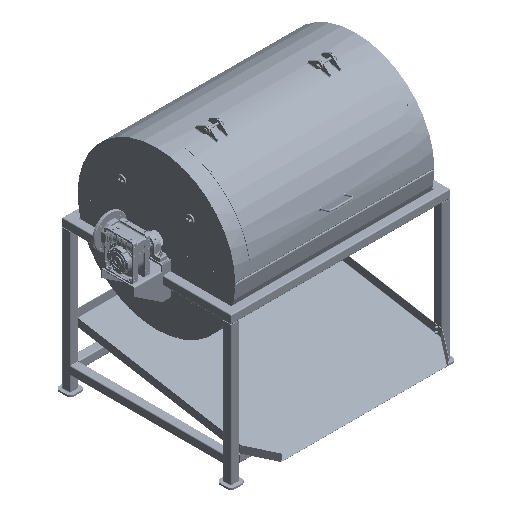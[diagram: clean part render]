
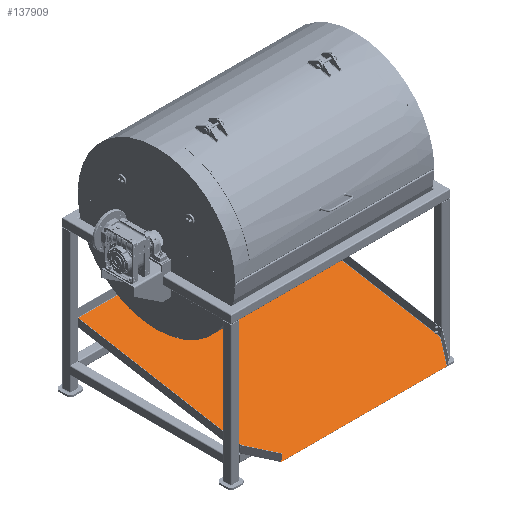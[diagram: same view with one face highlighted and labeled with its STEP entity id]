
A CAD part, isometric view. The second image highlights one B-rep face of the part: STEP entity #137909.
In plain terms, the highlighted planar face has unit normal (0, -0.174, 0.985).
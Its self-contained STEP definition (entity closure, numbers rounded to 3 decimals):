
#137827 = VERTEX_POINT('',#137828);
#137828 = CARTESIAN_POINT('',(497.563,-652.073,
    -774.115));
#137836 = EDGE_CURVE('',#137827,#137837,#137839,.T.);
#137837 = VERTEX_POINT('',#137838);
#137838 = CARTESIAN_POINT('',(-497.563,-652.073,
    -774.115));
#137839 = LINE('',#137840,#137841);
#137840 = CARTESIAN_POINT('',(500.,-652.073,-774.115));
#137841 = VECTOR('',#137842,1.);
#137842 = DIRECTION('',(-1.,0.,0.));
#137909 = ADVANCED_FACE('',(#137910),#137951,.F.);
#137910 = FACE_BOUND('',#137911,.T.);
#137911 = EDGE_LOOP('',(#137912,#137920,#137928,#137936,#137944,#137950)
  );
#137912 = ORIENTED_EDGE('',*,*,#137913,.F.);
#137913 = EDGE_CURVE('',#137914,#137827,#137916,.T.);
#137914 = VERTEX_POINT('',#137915);
#137915 = CARTESIAN_POINT('',(603.538,-506.447,-748.437));
#137916 = LINE('',#137917,#137918);
#137917 = CARTESIAN_POINT('',(603.538,-506.447,-748.437));
#137918 = VECTOR('',#137919,1.);
#137919 = DIRECTION('',(-0.583,-0.8,-0.141)
  );
#137920 = ORIENTED_EDGE('',*,*,#137921,.F.);
#137921 = EDGE_CURVE('',#137922,#137914,#137924,.T.);
#137922 = VERTEX_POINT('',#137923);
#137923 = CARTESIAN_POINT('',(603.538,506.382,-569.848));
#137924 = LINE('',#137925,#137926);
#137925 = CARTESIAN_POINT('',(603.538,506.382,-569.848));
#137926 = VECTOR('',#137927,1.);
#137927 = DIRECTION('',(0.,-0.985,
    -0.174));
#137928 = ORIENTED_EDGE('',*,*,#137929,.F.);
#137929 = EDGE_CURVE('',#137930,#137922,#137932,.T.);
#137930 = VERTEX_POINT('',#137931);
#137931 = CARTESIAN_POINT('',(-603.538,506.382,-569.848)
  );
#137932 = LINE('',#137933,#137934);
#137933 = CARTESIAN_POINT('',(-607.5,506.382,-569.848));
#137934 = VECTOR('',#137935,1.);
#137935 = DIRECTION('',(1.,0.,0.));
#137936 = ORIENTED_EDGE('',*,*,#137937,.F.);
#137937 = EDGE_CURVE('',#137938,#137930,#137940,.T.);
#137938 = VERTEX_POINT('',#137939);
#137939 = CARTESIAN_POINT('',(-603.538,-506.447,-748.437)
  );
#137940 = LINE('',#137941,#137942);
#137941 = CARTESIAN_POINT('',(-603.538,-509.796,-749.028)
  );
#137942 = VECTOR('',#137943,1.);
#137943 = DIRECTION('',(0.,0.985,
    0.174));
#137944 = ORIENTED_EDGE('',*,*,#137945,.F.);
#137945 = EDGE_CURVE('',#137837,#137938,#137946,.T.);
#137946 = LINE('',#137947,#137948);
#137947 = CARTESIAN_POINT('',(-497.563,-652.073,
    -774.115));
#137948 = VECTOR('',#137949,1.);
#137949 = DIRECTION('',(-0.583,0.8,0.141));
#137950 = ORIENTED_EDGE('',*,*,#137836,.F.);
#137951 = PLANE('',#137952);
#137952 = AXIS2_PLACEMENT_3D('',#137953,#137954,#137955);
#137953 = CARTESIAN_POINT('',(0.,2.824,
    -658.639));
#137954 = DIRECTION('',(0.,0.174,
    -0.985));
#137955 = DIRECTION('',(-1.,0.,0.));
